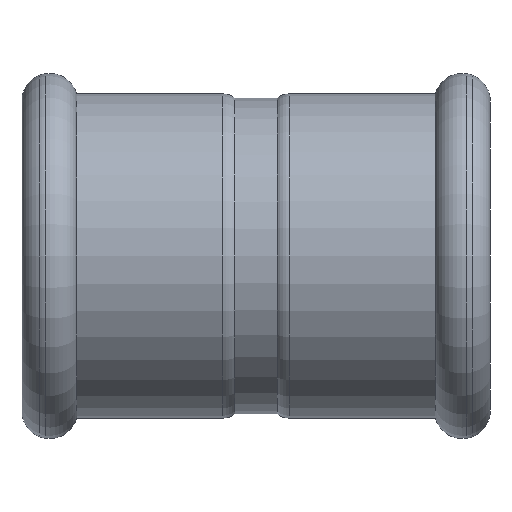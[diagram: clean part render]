
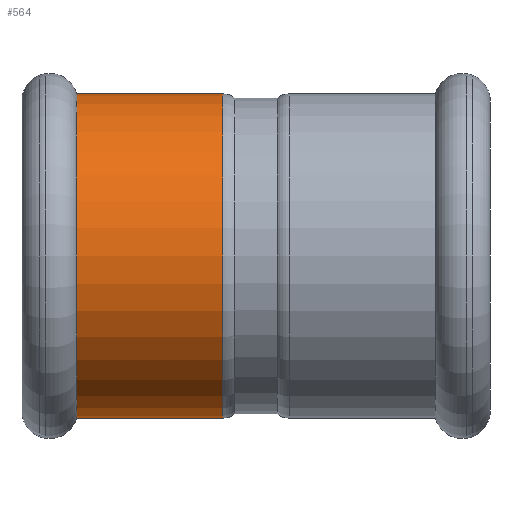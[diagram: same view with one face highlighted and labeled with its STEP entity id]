
A CAD part, front view. The second image highlights one B-rep face of the part: STEP entity #564.
In plain terms, the highlighted cylindrical face has radius 28.75 mm (diameter 57.5 mm), a full revolution.
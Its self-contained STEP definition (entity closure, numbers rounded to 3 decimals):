
#23=LINE('',#1071,#35);
#35=VECTOR('',#867,28.75);
#46=CYLINDRICAL_SURFACE('',#672,28.75);
#66=FACE_OUTER_BOUND('',#92,.T.);
#92=EDGE_LOOP('',(#452,#453,#454,#455,#456,#457,#458,#459));
#109=CIRCLE('',#603,28.75);
#110=CIRCLE('',#604,28.75);
#114=CIRCLE('',#608,28.75);
#158=CIRCLE('',#665,28.75);
#163=CIRCLE('',#670,28.75);
#164=CIRCLE('',#671,28.75);
#190=VERTEX_POINT('',#947);
#191=VERTEX_POINT('',#948);
#192=VERTEX_POINT('',#950);
#232=VERTEX_POINT('',#1057);
#233=VERTEX_POINT('',#1058);
#237=VERTEX_POINT('',#1067);
#259=EDGE_CURVE('',#190,#191,#109,.T.);
#260=EDGE_CURVE('',#192,#190,#110,.T.);
#264=EDGE_CURVE('',#191,#192,#114,.T.);
#314=EDGE_CURVE('',#232,#233,#158,.T.);
#319=EDGE_CURVE('',#233,#237,#163,.T.);
#320=EDGE_CURVE('',#237,#232,#164,.T.);
#321=EDGE_CURVE('',#191,#237,#23,.T.);
#452=ORIENTED_EDGE('',*,*,#259,.T.);
#453=ORIENTED_EDGE('',*,*,#321,.T.);
#454=ORIENTED_EDGE('',*,*,#319,.F.);
#455=ORIENTED_EDGE('',*,*,#314,.F.);
#456=ORIENTED_EDGE('',*,*,#320,.F.);
#457=ORIENTED_EDGE('',*,*,#321,.F.);
#458=ORIENTED_EDGE('',*,*,#264,.T.);
#459=ORIENTED_EDGE('',*,*,#260,.T.);
#564=ADVANCED_FACE('',(#66),#46,.T.);
#603=AXIS2_PLACEMENT_3D('',#949,#721,#722);
#604=AXIS2_PLACEMENT_3D('',#951,#723,#724);
#608=AXIS2_PLACEMENT_3D('',#957,#731,#732);
#665=AXIS2_PLACEMENT_3D('',#1059,#851,#852);
#670=AXIS2_PLACEMENT_3D('',#1068,#861,#862);
#671=AXIS2_PLACEMENT_3D('',#1069,#863,#864);
#672=AXIS2_PLACEMENT_3D('',#1070,#865,#866);
#721=DIRECTION('center_axis',(1.,0.,0.));
#722=DIRECTION('ref_axis',(0.,1.,0.));
#723=DIRECTION('center_axis',(1.,0.,0.));
#724=DIRECTION('ref_axis',(0.,1.,0.));
#731=DIRECTION('center_axis',(1.,0.,0.));
#732=DIRECTION('ref_axis',(0.,1.,0.));
#851=DIRECTION('center_axis',(1.,0.,0.));
#852=DIRECTION('ref_axis',(0.,1.,0.));
#861=DIRECTION('center_axis',(1.,0.,0.));
#862=DIRECTION('ref_axis',(0.,1.,0.));
#863=DIRECTION('center_axis',(1.,0.,0.));
#864=DIRECTION('ref_axis',(0.,1.,0.));
#865=DIRECTION('center_axis',(1.,0.,0.));
#866=DIRECTION('ref_axis',(0.,1.,0.));
#867=DIRECTION('',(1.,0.,0.));
#947=CARTESIAN_POINT('',(-31.807,28.75,0.));
#948=CARTESIAN_POINT('',(-31.807,-28.75,0.));
#949=CARTESIAN_POINT('Origin',(-31.807,0.,0.));
#950=CARTESIAN_POINT('',(-31.807,0.,-28.75));
#951=CARTESIAN_POINT('Origin',(-31.807,0.,0.));
#957=CARTESIAN_POINT('Origin',(-31.807,0.,0.));
#1057=CARTESIAN_POINT('',(-5.9,28.75,0.));
#1058=CARTESIAN_POINT('',(-5.9,0.,28.75));
#1059=CARTESIAN_POINT('Origin',(-5.9,0.,0.));
#1067=CARTESIAN_POINT('',(-5.9,-28.75,0.));
#1068=CARTESIAN_POINT('Origin',(-5.9,0.,0.));
#1069=CARTESIAN_POINT('Origin',(-5.9,0.,0.));
#1070=CARTESIAN_POINT('Origin',(-18.853,0.,0.));
#1071=CARTESIAN_POINT('',(-18.853,-28.75,0.));
